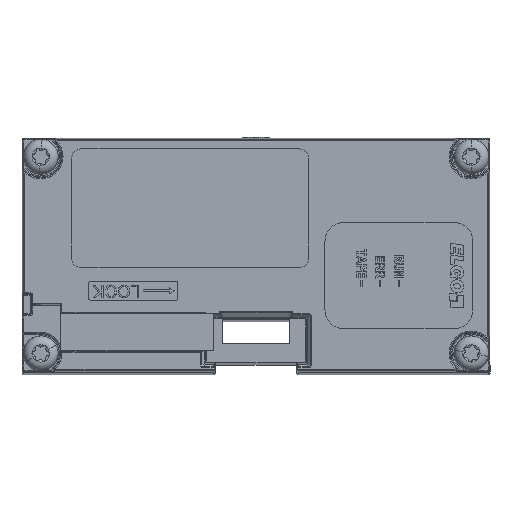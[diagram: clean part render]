
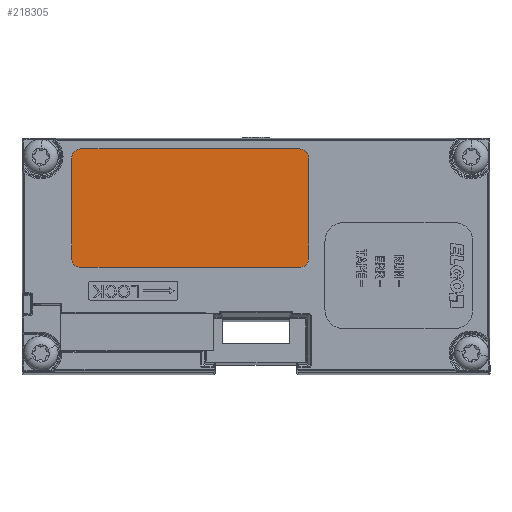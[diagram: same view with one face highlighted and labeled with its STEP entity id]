
A CAD part, top view. The second image highlights one B-rep face of the part: STEP entity #218305.
In plain terms, the highlighted planar face has unit normal (0, 0, 1).
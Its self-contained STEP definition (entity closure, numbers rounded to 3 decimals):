
#5053 = LINE ( 'NONE', #25987, #111578 ) ;
#9462 = ORIENTED_EDGE ( 'NONE', *, *, #191378, .T. ) ;
#12371 = CIRCLE ( 'NONE', #28237, 1.5 ) ;
#12947 = VERTEX_POINT ( 'NONE', #32851 ) ;
#14138 = PLANE ( 'NONE',  #67887 ) ;
#20394 = AXIS2_PLACEMENT_3D ( 'NONE', #82542, #140647, #230979 ) ;
#22114 = CARTESIAN_POINT ( 'NONE',  ( 6.95, 17., 128. ) ) ;
#25987 = CARTESIAN_POINT ( 'NONE',  ( -29.55, -0.5, 128. ) ) ;
#26758 = CARTESIAN_POINT ( 'NONE',  ( 8.45, 15.5, 128. ) ) ;
#28237 = AXIS2_PLACEMENT_3D ( 'NONE', #48505, #234099, #175898 ) ;
#30269 = CARTESIAN_POINT ( 'NONE',  ( 6.95, -0.5, 128. ) ) ;
#31005 = CARTESIAN_POINT ( 'NONE',  ( -28.05, 17., 128. ) ) ;
#32851 = CARTESIAN_POINT ( 'NONE',  ( -28.05, -2., 128. ) ) ;
#34197 = CIRCLE ( 'NONE', #172336, 1.5 ) ;
#38770 = VERTEX_POINT ( 'NONE', #149542 ) ;
#39163 = VERTEX_POINT ( 'NONE', #26758 ) ;
#46081 = ORIENTED_EDGE ( 'NONE', *, *, #218771, .T. ) ;
#47334 = CARTESIAN_POINT ( 'NONE',  ( 6.95, -2., 128. ) ) ;
#47780 = VERTEX_POINT ( 'NONE', #203389 ) ;
#48505 = CARTESIAN_POINT ( 'NONE',  ( -28.05, -0.5, 128. ) ) ;
#50559 = EDGE_CURVE ( 'NONE', #47780, #12947, #12371, .T. ) ;
#54319 = CARTESIAN_POINT ( 'NONE',  ( -28.05, -2., 128. ) ) ;
#56732 = CARTESIAN_POINT ( 'NONE',  ( 8.45, -0.5, 128. ) ) ;
#66167 = ORIENTED_EDGE ( 'NONE', *, *, #165394, .T. ) ;
#67887 = AXIS2_PLACEMENT_3D ( 'NONE', #30269, #105618, #73410 ) ;
#68801 = EDGE_CURVE ( 'NONE', #39163, #241949, #119003, .T. ) ;
#72531 = DIRECTION ( 'NONE',  ( 0., 0., 1. ) ) ;
#72581 = EDGE_LOOP ( 'NONE', ( #205768, #117402, #140338, #165473, #66167, #46081, #201781, #9462 ) ) ;
#73410 = DIRECTION ( 'NONE',  ( 0., -1., 0. ) ) ;
#74143 = EDGE_CURVE ( 'NONE', #38770, #39163, #153167, .T. ) ;
#75350 = DIRECTION ( 'NONE',  ( 0., 1., 0. ) ) ;
#82542 = CARTESIAN_POINT ( 'NONE',  ( 6.95, 15.5, 128. ) ) ;
#105618 = DIRECTION ( 'NONE',  ( 0., 0., 1. ) ) ;
#110183 = AXIS2_PLACEMENT_3D ( 'NONE', #166451, #72531, #151602 ) ;
#111578 = VECTOR ( 'NONE', #137289, 1000. ) ;
#113342 = LINE ( 'NONE', #31005, #212629 ) ;
#117402 = ORIENTED_EDGE ( 'NONE', *, *, #74143, .T. ) ;
#119003 = CIRCLE ( 'NONE', #20394, 1.5 ) ;
#128548 = DIRECTION ( 'NONE',  ( 1., 0., 0. ) ) ;
#137289 = DIRECTION ( 'NONE',  ( 0., -1., 0. ) ) ;
#140338 = ORIENTED_EDGE ( 'NONE', *, *, #68801, .T. ) ;
#140647 = DIRECTION ( 'NONE',  ( 0., 0., 1. ) ) ;
#142579 = CARTESIAN_POINT ( 'NONE',  ( -29.55, 15.5, 128. ) ) ;
#148557 = DIRECTION ( 'NONE',  ( 0., -1., 0. ) ) ;
#149542 = CARTESIAN_POINT ( 'NONE',  ( 8.45, -0.5, 128. ) ) ;
#151010 = CARTESIAN_POINT ( 'NONE',  ( 6.95, -0.5, 128. ) ) ;
#151602 = DIRECTION ( 'NONE',  ( 0., 1., 0. ) ) ;
#153167 = LINE ( 'NONE', #56732, #170907 ) ;
#164501 = VERTEX_POINT ( 'NONE', #212372 ) ;
#165394 = EDGE_CURVE ( 'NONE', #164501, #207105, #185185, .T. ) ;
#165473 = ORIENTED_EDGE ( 'NONE', *, *, #212259, .T. ) ;
#166451 = CARTESIAN_POINT ( 'NONE',  ( -28.05, 15.5, 128. ) ) ;
#167751 = DIRECTION ( 'NONE',  ( -1., 0., 0. ) ) ;
#170907 = VECTOR ( 'NONE', #75350, 1000. ) ;
#172336 = AXIS2_PLACEMENT_3D ( 'NONE', #151010, #206640, #148557 ) ;
#175898 = DIRECTION ( 'NONE',  ( 0., 1., 0. ) ) ;
#179408 = EDGE_CURVE ( 'NONE', #207859, #38770, #34197, .T. ) ;
#181094 = FACE_OUTER_BOUND ( 'NONE', #72581, .T. ) ;
#183623 = VECTOR ( 'NONE', #128548, 1000. ) ;
#185185 = CIRCLE ( 'NONE', #110183, 1.5 ) ;
#191378 = EDGE_CURVE ( 'NONE', #12947, #207859, #205198, .T. ) ;
#201781 = ORIENTED_EDGE ( 'NONE', *, *, #50559, .T. ) ;
#203389 = CARTESIAN_POINT ( 'NONE',  ( -29.55, -0.5, 128. ) ) ;
#205198 = LINE ( 'NONE', #54319, #183623 ) ;
#205768 = ORIENTED_EDGE ( 'NONE', *, *, #179408, .T. ) ;
#206640 = DIRECTION ( 'NONE',  ( 0., 0., 1. ) ) ;
#207105 = VERTEX_POINT ( 'NONE', #142579 ) ;
#207859 = VERTEX_POINT ( 'NONE', #47334 ) ;
#212259 = EDGE_CURVE ( 'NONE', #241949, #164501, #113342, .T. ) ;
#212372 = CARTESIAN_POINT ( 'NONE',  ( -28.05, 17., 128. ) ) ;
#212629 = VECTOR ( 'NONE', #167751, 1000. ) ;
#218305 = ADVANCED_FACE ( 'NONE', ( #181094 ), #14138, .T. ) ;
#218771 = EDGE_CURVE ( 'NONE', #207105, #47780, #5053, .T. ) ;
#230979 = DIRECTION ( 'NONE',  ( 0., 1., 0. ) ) ;
#234099 = DIRECTION ( 'NONE',  ( 0., 0., 1. ) ) ;
#241949 = VERTEX_POINT ( 'NONE', #22114 ) ;
